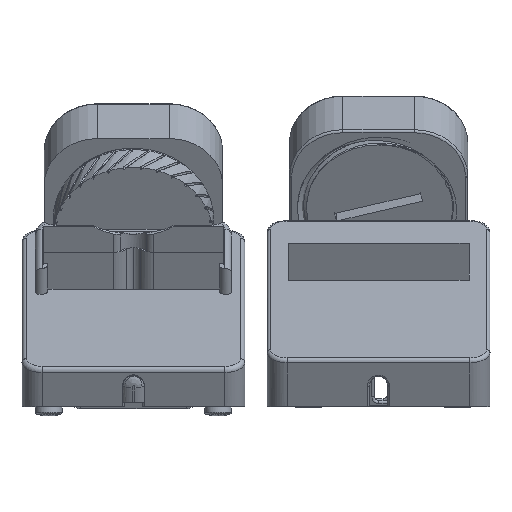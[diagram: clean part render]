
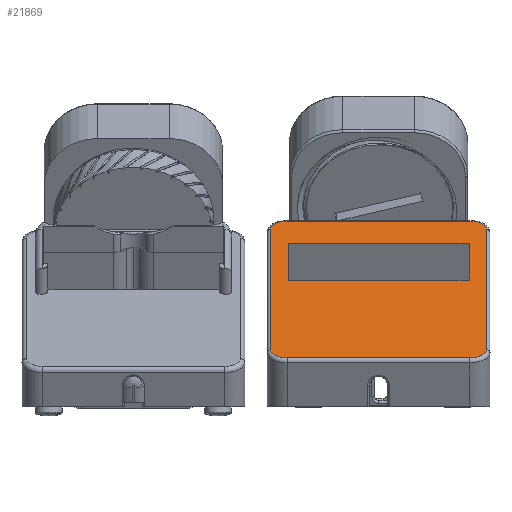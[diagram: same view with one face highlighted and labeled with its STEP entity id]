
A CAD part, left-side view. The second image highlights one B-rep face of the part: STEP entity #21869.
In plain terms, the highlighted face is planar.
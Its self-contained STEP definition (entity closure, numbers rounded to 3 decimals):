
#661=FACE_BOUND('',#3688,.T.);
#1256=PLANE('',#24311);
#2369=FACE_OUTER_BOUND('',#3687,.T.);
#3687=EDGE_LOOP('',(#19222,#19223,#19224,#19225,#19226,#19227,#19228,#19229));
#3688=EDGE_LOOP('',(#19230,#19231,#19232,#19233));
#4847=CIRCLE('',#24271,3.7);
#4851=CIRCLE('',#24277,3.7);
#4854=CIRCLE('',#24284,3.7);
#4858=CIRCLE('',#24290,3.7);
#6521=LINE('',#48964,#8136);
#6568=LINE('',#49232,#8183);
#6596=LINE('',#49333,#8211);
#6598=LINE('',#49344,#8213);
#6599=LINE('',#49356,#8214);
#6601=LINE('',#49364,#8216);
#6617=LINE('',#49404,#8232);
#6618=LINE('',#49406,#8233);
#8136=VECTOR('',#29590,10.);
#8183=VECTOR('',#29729,10.);
#8211=VECTOR('',#29833,10.);
#8213=VECTOR('',#29849,10.);
#8214=VECTOR('',#29864,10.);
#8216=VECTOR('',#29876,10.);
#8232=VECTOR('',#29928,10.);
#8233=VECTOR('',#29931,10.);
#10204=VERTEX_POINT('',#48961);
#10205=VERTEX_POINT('',#48963);
#10255=VERTEX_POINT('',#49229);
#10256=VERTEX_POINT('',#49231);
#10289=VERTEX_POINT('',#49324);
#10290=VERTEX_POINT('',#49327);
#10291=VERTEX_POINT('',#49331);
#10292=VERTEX_POINT('',#49335);
#10293=VERTEX_POINT('',#49343);
#10294=VERTEX_POINT('',#49347);
#10296=VERTEX_POINT('',#49353);
#10298=VERTEX_POINT('',#49359);
#13187=EDGE_CURVE('',#10204,#10205,#6521,.F.);
#13262=EDGE_CURVE('',#10256,#10255,#6568,.T.);
#13310=EDGE_CURVE('',#10290,#10289,#4847,.T.);
#13312=EDGE_CURVE('',#10289,#10291,#6596,.T.);
#13315=EDGE_CURVE('',#10291,#10292,#4851,.T.);
#13317=EDGE_CURVE('',#10290,#10293,#6598,.T.);
#13320=EDGE_CURVE('',#10293,#10294,#4854,.T.);
#13323=EDGE_CURVE('',#10294,#10296,#6599,.T.);
#13326=EDGE_CURVE('',#10296,#10298,#4858,.T.);
#13328=EDGE_CURVE('',#10298,#10292,#6601,.T.);
#13347=EDGE_CURVE('',#10255,#10205,#6617,.T.);
#13348=EDGE_CURVE('',#10256,#10204,#6618,.T.);
#19222=ORIENTED_EDGE('',*,*,#13323,.T.);
#19223=ORIENTED_EDGE('',*,*,#13326,.T.);
#19224=ORIENTED_EDGE('',*,*,#13328,.T.);
#19225=ORIENTED_EDGE('',*,*,#13315,.F.);
#19226=ORIENTED_EDGE('',*,*,#13312,.F.);
#19227=ORIENTED_EDGE('',*,*,#13310,.F.);
#19228=ORIENTED_EDGE('',*,*,#13317,.T.);
#19229=ORIENTED_EDGE('',*,*,#13320,.T.);
#19230=ORIENTED_EDGE('',*,*,#13262,.T.);
#19231=ORIENTED_EDGE('',*,*,#13347,.T.);
#19232=ORIENTED_EDGE('',*,*,#13187,.F.);
#19233=ORIENTED_EDGE('',*,*,#13348,.F.);
#21869=ADVANCED_FACE('',(#2369,#661),#1256,.T.);
#24271=AXIS2_PLACEMENT_3D('',#49329,#29827,#29828);
#24277=AXIS2_PLACEMENT_3D('',#49338,#29840,#29841);
#24284=AXIS2_PLACEMENT_3D('',#49350,#29856,#29857);
#24290=AXIS2_PLACEMENT_3D('',#49361,#29870,#29871);
#24311=AXIS2_PLACEMENT_3D('',#49405,#29929,#29930);
#29590=DIRECTION('',(0.,1.,0.));
#29729=DIRECTION('',(0.,-1.,0.));
#29827=DIRECTION('center_axis',(1.,0.,0.));
#29828=DIRECTION('ref_axis',(0.,-0.707,0.707));
#29833=DIRECTION('',(0.,0.,-1.));
#29840=DIRECTION('center_axis',(1.,0.,0.));
#29841=DIRECTION('ref_axis',(0.,-0.707,-0.707));
#29849=DIRECTION('',(0.,1.,0.));
#29856=DIRECTION('center_axis',(-1.,0.,0.));
#29857=DIRECTION('ref_axis',(0.,0.707,0.707));
#29864=DIRECTION('',(0.,0.,-1.));
#29870=DIRECTION('center_axis',(-1.,0.,0.));
#29871=DIRECTION('ref_axis',(0.,0.707,-0.707));
#29876=DIRECTION('',(0.,-1.,0.));
#29928=DIRECTION('',(0.,0.,-1.));
#29929=DIRECTION('center_axis',(-1.,0.,0.));
#29930=DIRECTION('ref_axis',(0.,0.,1.));
#29931=DIRECTION('',(0.,0.,-1.));
#48961=CARTESIAN_POINT('',(-10.75,129.3,-82.613));
#48963=CARTESIAN_POINT('',(-10.75,88.7,-82.613));
#48964=CARTESIAN_POINT('',(-10.75,109.,-82.613));
#49229=CARTESIAN_POINT('',(-10.75,88.7,-66.113));
#49231=CARTESIAN_POINT('',(-10.75,129.3,-66.113));
#49232=CARTESIAN_POINT('',(-10.75,109.,-66.113));
#49324=CARTESIAN_POINT('',(-10.75,84.8,-59.813));
#49327=CARTESIAN_POINT('',(-10.75,88.5,-56.113));
#49329=CARTESIAN_POINT('Origin',(-10.75,88.5,-59.813));
#49331=CARTESIAN_POINT('',(-10.75,84.8,-113.813));
#49333=CARTESIAN_POINT('',(-10.75,84.8,-79.813));
#49335=CARTESIAN_POINT('',(-10.75,88.5,-117.513));
#49338=CARTESIAN_POINT('Origin',(-10.75,88.5,-113.813));
#49343=CARTESIAN_POINT('',(-10.75,129.5,-56.113));
#49344=CARTESIAN_POINT('',(-10.75,120.5,-56.113));
#49347=CARTESIAN_POINT('',(-10.75,133.2,-59.813));
#49350=CARTESIAN_POINT('Origin',(-10.75,129.5,-59.813));
#49353=CARTESIAN_POINT('',(-10.75,133.2,-113.813));
#49356=CARTESIAN_POINT('',(-10.75,133.2,-79.813));
#49359=CARTESIAN_POINT('',(-10.75,129.5,-117.513));
#49361=CARTESIAN_POINT('Origin',(-10.75,129.5,-113.813));
#49364=CARTESIAN_POINT('',(-10.75,109.,-117.513));
#49404=CARTESIAN_POINT('',(-10.75,88.7,-75.513));
#49405=CARTESIAN_POINT('Origin',(-10.75,109.,-74.313));
#49406=CARTESIAN_POINT('',(-10.75,129.3,-75.513));
